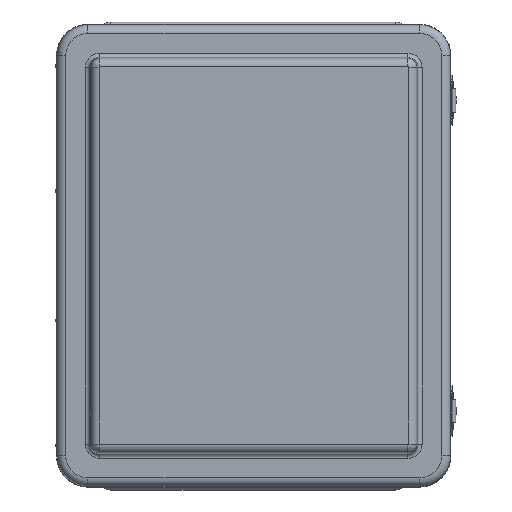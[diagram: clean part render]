
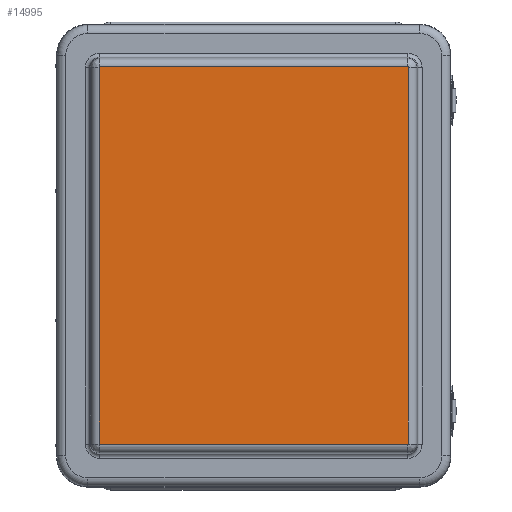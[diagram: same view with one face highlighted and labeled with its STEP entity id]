
A CAD part, top view. The second image highlights one B-rep face of the part: STEP entity #14995.
In plain terms, the highlighted planar face has unit normal (0, 0, 1).
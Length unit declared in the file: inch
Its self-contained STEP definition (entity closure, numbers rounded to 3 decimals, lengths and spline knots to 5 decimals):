
#1204=LINE($,#26087,#2325);
#1207=LINE($,#26094,#2328);
#1208=LINE($,#26127,#2329);
#1211=LINE($,#26134,#2332);
#2325=VECTOR($,#19962,10.92235);
#2328=VECTOR($,#19969,8.93919);
#2329=VECTOR($,#19986,8.93919);
#2332=VECTOR($,#19993,10.92235);
#2965=PLANE($,#16455);
#4382=FACE_OUTER_BOUND($,#5497,.T.);
#5497=EDGE_LOOP($,(#12775,#12776,#12777,#12778,#12779,#12780,#12781,#12782));
#6392=CIRCLE($,#16430,0.00648);
#6398=CIRCLE($,#16438,0.00648);
#6402=CIRCLE($,#16442,0.00648);
#6406=CIRCLE($,#16448,0.00648);
#7589=VERTEX_POINT($,#26076);
#7590=VERTEX_POINT($,#26078);
#7593=VERTEX_POINT($,#26085);
#7594=VERTEX_POINT($,#26090);
#7597=VERTEX_POINT($,#26105);
#7598=VERTEX_POINT($,#26118);
#7601=VERTEX_POINT($,#26125);
#7602=VERTEX_POINT($,#26130);
#9409=EDGE_CURVE($,#7589,#7590,#6392,.T.);
#9413=EDGE_CURVE($,#7593,#7589,#1204,.T.);
#9417=EDGE_CURVE($,#7590,#7594,#1207,.T.);
#9419=EDGE_CURVE($,#7597,#7593,#6398,.T.);
#9423=EDGE_CURVE($,#7594,#7598,#6402,.T.);
#9425=EDGE_CURVE($,#7601,#7597,#1208,.T.);
#9429=EDGE_CURVE($,#7598,#7602,#1211,.T.);
#9431=EDGE_CURVE($,#7602,#7601,#6406,.T.);
#12775=ORIENTED_EDGE($,*,*,#9409,.F.);
#12776=ORIENTED_EDGE($,*,*,#9413,.F.);
#12777=ORIENTED_EDGE($,*,*,#9419,.F.);
#12778=ORIENTED_EDGE($,*,*,#9425,.F.);
#12779=ORIENTED_EDGE($,*,*,#9431,.F.);
#12780=ORIENTED_EDGE($,*,*,#9429,.F.);
#12781=ORIENTED_EDGE($,*,*,#9423,.F.);
#12782=ORIENTED_EDGE($,*,*,#9417,.F.);
#14995=ADVANCED_FACE($,(#4382),#2965,.T.);
#16430=AXIS2_PLACEMENT_3D($,#26079,#19952,#19953);
#16438=AXIS2_PLACEMENT_3D($,#26107,#19972,#19973);
#16442=AXIS2_PLACEMENT_3D($,#26122,#19980,#19981);
#16448=AXIS2_PLACEMENT_3D($,#26145,#19996,#19997);
#16455=AXIS2_PLACEMENT_3D($,#26164,#20017,#20018);
#19952=DIRECTION('center_axis',(0.,0.,-1.));
#19953=DIRECTION('ref_axis',(0.707,-0.707,0.));
#19962=DIRECTION($,(0.,-1.,0.));
#19969=DIRECTION($,(-1.,0.,0.));
#19972=DIRECTION('center_axis',(0.,0.,-1.));
#19973=DIRECTION('ref_axis',(0.707,0.707,0.));
#19980=DIRECTION('center_axis',(0.,0.,-1.));
#19981=DIRECTION('ref_axis',(-0.707,-0.707,0.));
#19986=DIRECTION($,(1.,0.,0.));
#19993=DIRECTION($,(0.,1.,0.));
#19996=DIRECTION('center_axis',(0.,0.,-1.));
#19997=DIRECTION('ref_axis',(-0.707,0.707,0.));
#20017=DIRECTION('center_axis',(0.,0.,1.));
#20018=DIRECTION('ref_axis',(1.,0.,0.));
#26076=CARTESIAN_POINT('',(4.47607,-5.46118,2.137));
#26078=CARTESIAN_POINT('',(4.4696,-5.46765,2.137));
#26079=CARTESIAN_POINT('Origin',(4.4696,-5.46118,2.137));
#26085=CARTESIAN_POINT('',(4.47607,5.46118,2.137));
#26087=CARTESIAN_POINT($,(4.47607,5.46118,2.137));
#26090=CARTESIAN_POINT('',(-4.4696,-5.46765,2.137));
#26094=CARTESIAN_POINT($,(4.4696,-5.46765,2.137));
#26105=CARTESIAN_POINT('',(4.4696,5.46765,2.137));
#26107=CARTESIAN_POINT('Origin',(4.4696,5.46118,2.137));
#26118=CARTESIAN_POINT('',(-4.47607,-5.46118,2.137));
#26122=CARTESIAN_POINT('Origin',(-4.4696,-5.46118,2.137));
#26125=CARTESIAN_POINT('',(-4.4696,5.46765,2.137));
#26127=CARTESIAN_POINT($,(-4.4696,5.46765,2.137));
#26130=CARTESIAN_POINT('',(-4.47607,5.46118,2.137));
#26134=CARTESIAN_POINT($,(-4.47607,-5.46118,2.137));
#26145=CARTESIAN_POINT('Origin',(-4.4696,5.46118,2.137));
#26164=CARTESIAN_POINT('Origin',(0.,0.,2.137));
